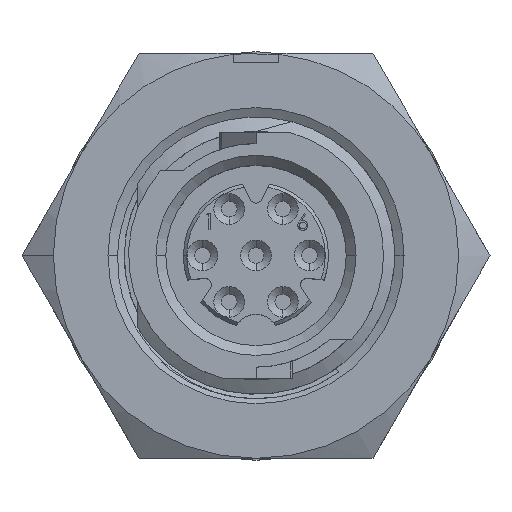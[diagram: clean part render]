
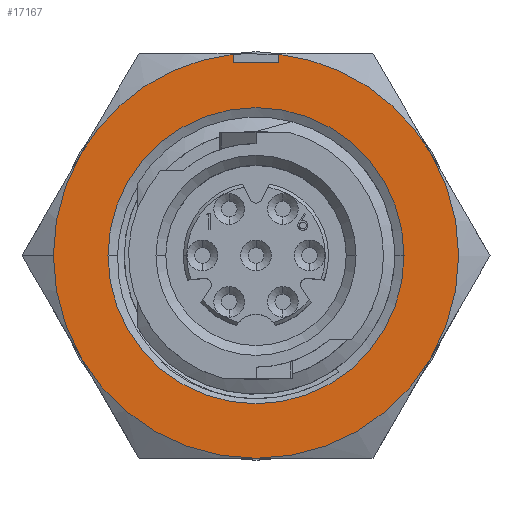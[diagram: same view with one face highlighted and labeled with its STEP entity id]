
A CAD part, top view. The second image highlights one B-rep face of the part: STEP entity #17167.
In plain terms, the highlighted planar face has unit normal (0, 0, 1).
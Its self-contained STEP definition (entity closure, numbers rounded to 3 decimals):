
#154 = DIRECTION ( 'NONE',  ( 0., 0., -1. ) ) ;
#193 = AXIS2_PLACEMENT_3D ( 'NONE', #14029, #21000, #3608 ) ;
#225 = ORIENTED_EDGE ( 'NONE', *, *, #3707, .T. ) ;
#335 = CARTESIAN_POINT ( 'NONE',  ( -0.889, -7.493, 10.236 ) ) ;
#455 = VERTEX_POINT ( 'NONE', #335 ) ;
#1404 = CARTESIAN_POINT ( 'NONE',  ( 0., 0., 10.236 ) ) ;
#1721 = EDGE_CURVE ( 'NONE', #6314, #13261, #17576, .T. ) ;
#1792 = DIRECTION ( 'NONE',  ( 1., 0., 0. ) ) ;
#1858 = AXIS2_PLACEMENT_3D ( 'NONE', #17042, #8672, #15375 ) ;
#2138 = CARTESIAN_POINT ( 'NONE',  ( 0., 0., 10.236 ) ) ;
#2202 = CARTESIAN_POINT ( 'NONE',  ( -6.819, -3.937, 10.236 ) ) ;
#2667 = VERTEX_POINT ( 'NONE', #6373 ) ;
#2791 = ORIENTED_EDGE ( 'NONE', *, *, #14348, .F. ) ;
#3085 = CARTESIAN_POINT ( 'NONE',  ( 7.874, 0., 10.236 ) ) ;
#3235 = LINE ( 'NONE', #6794, #20047 ) ;
#3278 = CARTESIAN_POINT ( 'NONE',  ( 0., 0., 10.236 ) ) ;
#3304 = DIRECTION ( 'NONE',  ( 1., 0., 0. ) ) ;
#3514 = EDGE_LOOP ( 'NONE', ( #225, #17926 ) ) ;
#3536 = ORIENTED_EDGE ( 'NONE', *, *, #7902, .F. ) ;
#3608 = DIRECTION ( 'NONE',  ( 1., 0., 0. ) ) ;
#3697 = PLANE ( 'NONE',  #9312 ) ;
#3707 = EDGE_CURVE ( 'NONE', #13261, #6314, #15837, .T. ) ;
#4062 = CIRCLE ( 'NONE', #17147, 7.874 ) ;
#4194 = EDGE_CURVE ( 'NONE', #12012, #13577, #6313, .T. ) ;
#4715 = DIRECTION ( 'NONE',  ( 1., 0., 0. ) ) ;
#4761 = EDGE_CURVE ( 'NONE', #19118, #12181, #4062, .T. ) ;
#4969 = ORIENTED_EDGE ( 'NONE', *, *, #6228, .F. ) ;
#6111 = DIRECTION ( 'NONE',  ( 1., 0., 0. ) ) ;
#6228 = EDGE_CURVE ( 'NONE', #10968, #19118, #21919, .T. ) ;
#6313 = CIRCLE ( 'NONE', #18693, 7.874 ) ;
#6314 = VERTEX_POINT ( 'NONE', #20650 ) ;
#6373 = CARTESIAN_POINT ( 'NONE',  ( -6.819, 3.937, 10.236 ) ) ;
#6430 = EDGE_LOOP ( 'NONE', ( #2791, #7387, #7217, #7045, #7939, #4969, #10995, #21584, #10969, #3536 ) ) ;
#6530 = CIRCLE ( 'NONE', #21356, 7.874 ) ;
#6667 = VERTEX_POINT ( 'NONE', #19770 ) ;
#6794 = CARTESIAN_POINT ( 'NONE',  ( -0.889, -8.938, 10.236 ) ) ;
#6909 = CARTESIAN_POINT ( 'NONE',  ( 0., 0., 10.236 ) ) ;
#7033 = AXIS2_PLACEMENT_3D ( 'NONE', #6909, #13555, #1792 ) ;
#7045 = ORIENTED_EDGE ( 'NONE', *, *, #18651, .F. ) ;
#7096 = AXIS2_PLACEMENT_3D ( 'NONE', #2138, #7376, #10903 ) ;
#7123 = VECTOR ( 'NONE', #18638, 1000. ) ;
#7145 = EDGE_CURVE ( 'NONE', #455, #13824, #3235, .T. ) ;
#7217 = ORIENTED_EDGE ( 'NONE', *, *, #17848, .F. ) ;
#7376 = DIRECTION ( 'NONE',  ( 0., 0., -1. ) ) ;
#7387 = ORIENTED_EDGE ( 'NONE', *, *, #7145, .F. ) ;
#7647 = CARTESIAN_POINT ( 'NONE',  ( -0.889, -7.824, 10.236 ) ) ;
#7653 = CIRCLE ( 'NONE', #8008, 7.874 ) ;
#7902 = EDGE_CURVE ( 'NONE', #9101, #2667, #7653, .T. ) ;
#7939 = ORIENTED_EDGE ( 'NONE', *, *, #4761, .F. ) ;
#8008 = AXIS2_PLACEMENT_3D ( 'NONE', #16701, #15481, #15047 ) ;
#8452 = CARTESIAN_POINT ( 'NONE',  ( 6.819, 3.937, 10.236 ) ) ;
#8629 = VECTOR ( 'NONE', #20712, 1000. ) ;
#8672 = DIRECTION ( 'NONE',  ( 0., 0., -1. ) ) ;
#8883 = LINE ( 'NONE', #11973, #8629 ) ;
#9044 = FACE_OUTER_BOUND ( 'NONE', #6430, .T. ) ;
#9101 = VERTEX_POINT ( 'NONE', #2202 ) ;
#9312 = AXIS2_PLACEMENT_3D ( 'NONE', #15759, #17540, #15868 ) ;
#10334 = DIRECTION ( 'NONE',  ( 0., -1., 0. ) ) ;
#10796 = FACE_BOUND ( 'NONE', #3514, .T. ) ;
#10903 = DIRECTION ( 'NONE',  ( 1., 0., 0. ) ) ;
#10968 = VERTEX_POINT ( 'NONE', #3085 ) ;
#10969 = ORIENTED_EDGE ( 'NONE', *, *, #15232, .F. ) ;
#10995 = ORIENTED_EDGE ( 'NONE', *, *, #17872, .F. ) ;
#10998 = DIRECTION ( 'NONE',  ( 0., 0., -1. ) ) ;
#11895 = LINE ( 'NONE', #21733, #7123 ) ;
#11973 = CARTESIAN_POINT ( 'NONE',  ( 0.889, -7.493, 10.236 ) ) ;
#12012 = VERTEX_POINT ( 'NONE', #16458 ) ;
#12181 = VERTEX_POINT ( 'NONE', #15451 ) ;
#12768 = CARTESIAN_POINT ( 'NONE',  ( 0., 0., 10.236 ) ) ;
#13261 = VERTEX_POINT ( 'NONE', #18136 ) ;
#13555 = DIRECTION ( 'NONE',  ( 0., 0., -1. ) ) ;
#13577 = VERTEX_POINT ( 'NONE', #8452 ) ;
#13824 = VERTEX_POINT ( 'NONE', #7647 ) ;
#14013 = DIRECTION ( 'NONE',  ( 0., 0., -1. ) ) ;
#14029 = CARTESIAN_POINT ( 'NONE',  ( 0., 0., 10.236 ) ) ;
#14348 = EDGE_CURVE ( 'NONE', #13824, #9101, #6530, .T. ) ;
#15047 = DIRECTION ( 'NONE',  ( 1., 0., 0. ) ) ;
#15232 = EDGE_CURVE ( 'NONE', #2667, #12012, #20033, .T. ) ;
#15375 = DIRECTION ( 'NONE',  ( 1., 0., 0. ) ) ;
#15451 = CARTESIAN_POINT ( 'NONE',  ( 0.889, -7.824, 10.236 ) ) ;
#15481 = DIRECTION ( 'NONE',  ( 0., 0., -1. ) ) ;
#15759 = CARTESIAN_POINT ( 'NONE',  ( 0., 15.748, 10.236 ) ) ;
#15837 = CIRCLE ( 'NONE', #7033, 5.753 ) ;
#15868 = DIRECTION ( 'NONE',  ( 0., -1., 0. ) ) ;
#16132 = AXIS2_PLACEMENT_3D ( 'NONE', #3278, #154, #4715 ) ;
#16458 = CARTESIAN_POINT ( 'NONE',  ( 0., 7.874, 10.236 ) ) ;
#16605 = CARTESIAN_POINT ( 'NONE',  ( 6.819, -3.937, 10.236 ) ) ;
#16701 = CARTESIAN_POINT ( 'NONE',  ( 0., 0., 10.236 ) ) ;
#17042 = CARTESIAN_POINT ( 'NONE',  ( 0., 0., 10.236 ) ) ;
#17147 = AXIS2_PLACEMENT_3D ( 'NONE', #1404, #18482, #3304 ) ;
#17167 = ADVANCED_FACE ( 'NONE', ( #10796, #9044 ), #3697, .F. ) ;
#17321 = DIRECTION ( 'NONE',  ( 1., 0., 0. ) ) ;
#17540 = DIRECTION ( 'NONE',  ( 0., 0., -1. ) ) ;
#17576 = CIRCLE ( 'NONE', #16132, 5.753 ) ;
#17848 = EDGE_CURVE ( 'NONE', #6667, #455, #8883, .T. ) ;
#17872 = EDGE_CURVE ( 'NONE', #13577, #10968, #20983, .T. ) ;
#17926 = ORIENTED_EDGE ( 'NONE', *, *, #1721, .T. ) ;
#18136 = CARTESIAN_POINT ( 'NONE',  ( -5.753, 0., 10.236 ) ) ;
#18482 = DIRECTION ( 'NONE',  ( 0., 0., -1. ) ) ;
#18638 = DIRECTION ( 'NONE',  ( 0., 1., 0. ) ) ;
#18651 = EDGE_CURVE ( 'NONE', #12181, #6667, #11895, .T. ) ;
#18693 = AXIS2_PLACEMENT_3D ( 'NONE', #12768, #10998, #6111 ) ;
#19118 = VERTEX_POINT ( 'NONE', #16605 ) ;
#19770 = CARTESIAN_POINT ( 'NONE',  ( 0.889, -7.493, 10.236 ) ) ;
#20033 = CIRCLE ( 'NONE', #193, 7.874 ) ;
#20047 = VECTOR ( 'NONE', #10334, 1000. ) ;
#20546 = CARTESIAN_POINT ( 'NONE',  ( 0., 0., 10.236 ) ) ;
#20650 = CARTESIAN_POINT ( 'NONE',  ( 5.753, 0., 10.236 ) ) ;
#20712 = DIRECTION ( 'NONE',  ( -1., 0., 0. ) ) ;
#20983 = CIRCLE ( 'NONE', #1858, 7.874 ) ;
#21000 = DIRECTION ( 'NONE',  ( 0., 0., -1. ) ) ;
#21356 = AXIS2_PLACEMENT_3D ( 'NONE', #20546, #14013, #17321 ) ;
#21584 = ORIENTED_EDGE ( 'NONE', *, *, #4194, .F. ) ;
#21733 = CARTESIAN_POINT ( 'NONE',  ( 0.889, -8.938, 10.236 ) ) ;
#21919 = CIRCLE ( 'NONE', #7096, 7.874 ) ;
